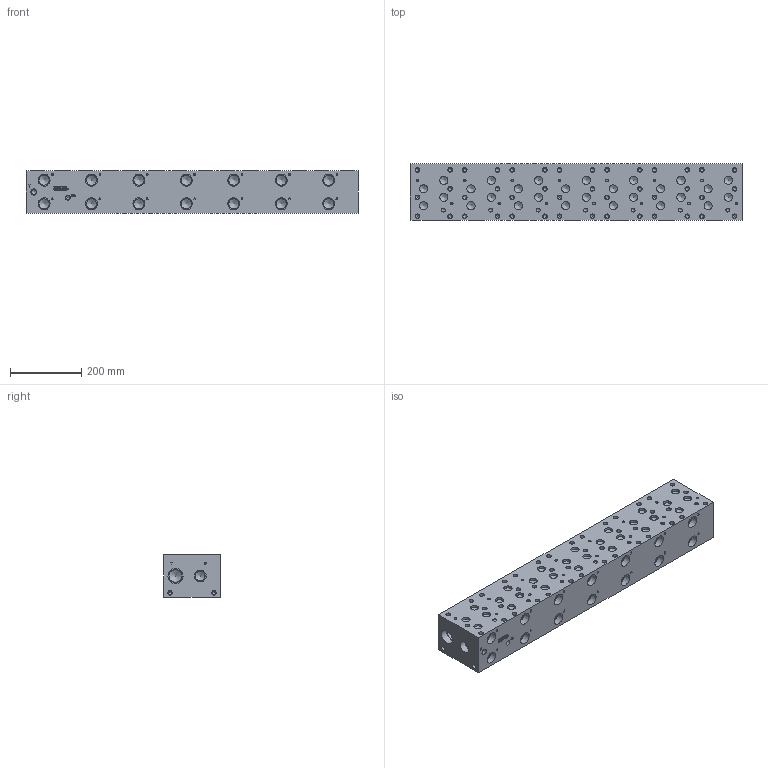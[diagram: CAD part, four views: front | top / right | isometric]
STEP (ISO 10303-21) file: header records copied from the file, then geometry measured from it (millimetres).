
FILE_DESCRIPTION(/* description */ (''),/* implementation_level */ '2;1');
FILE_NAME(/* name */ '_D08P075P_P_.stp',/* time_stamp */ '2021-07-29T11:43:14-04:00',/* author */ ('anthonyv'),/* organization */ (''),/* preprocessor_version */ 'ST-DEVELOPER v18.1',/* originating_system */ 'Autodesk Inventor 2021',/* authorisation */ '');
FILE_SCHEMA (('AUTOMOTIVE_DESIGN { 1 0 10303 214 3 1 1 }'));
Length unit declared in the file: millimetre
Products named in the file (1): _D08P075P_P_
Bounding box: 933.45 x 158.75 x 120.65 mm (x, y, z)
Volume: 17124266.4 mm3; surface area: 692028.2 mm2
Topology: 1 solids, 1 shells, 1092 faces, 3018 edges, 2071 vertices
Faces by surface type: plane 564, bspline 224, cylinder 185, cone 119
Full cylindrical faces by diameter (mm): 7.137 x14, 10.719 x47, 11.113 x1, 11.125 x6, 12.7 x46, 13.868 x1, 14.3 x1, 17.297 x1, 23.012 x27, 23.017 x1, 26.975 x2, 28.575 x16, 33.706 x16, 35.712 x2, 36.906 x2, 42.469 x2
Entity records: 36462 total; most frequent: CARTESIAN_POINT 8979, ORIENTED_EDGE 5806, DIRECTION 4863, EDGE_CURVE 2903, VERTEX_POINT 2071, LINE 1785, VECTOR 1785, AXIS2_PLACEMENT_3D 1539
